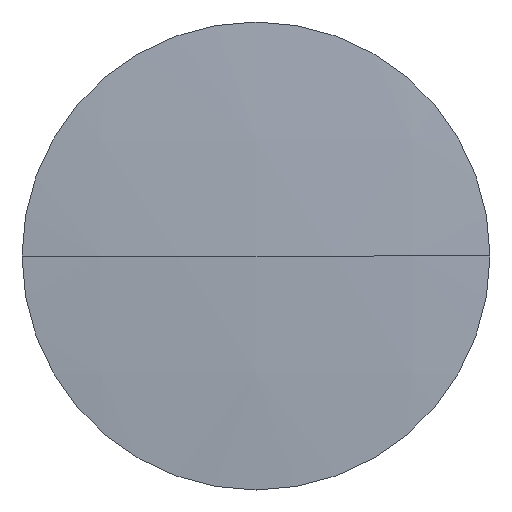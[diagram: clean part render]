
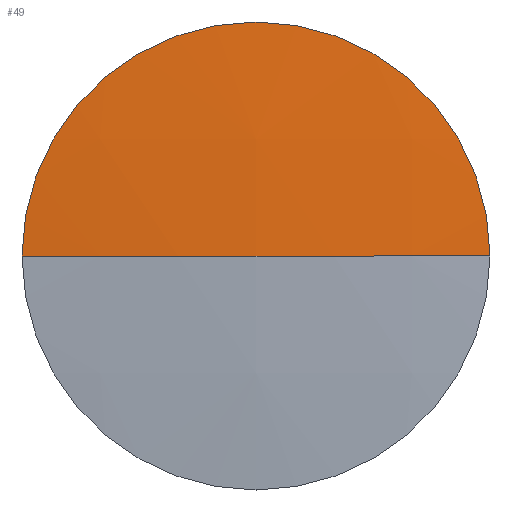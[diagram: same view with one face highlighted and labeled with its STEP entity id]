
A CAD part, left-side view. The second image highlights one B-rep face of the part: STEP entity #49.
In plain terms, the highlighted spherical face has radius 300 mm.
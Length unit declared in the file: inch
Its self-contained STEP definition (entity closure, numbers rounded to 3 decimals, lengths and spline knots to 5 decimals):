
#19 = ORIENTED_EDGE ( 'NONE', *, *, #65, .F. ) ;
#22 = ORIENTED_EDGE ( 'NONE', *, *, #30, .F. ) ;
#23 = ORIENTED_EDGE ( 'NONE', *, *, #28, .T. ) ;
#24 = VERTEX_POINT ( 'NONE', #170 ) ;
#25 = ORIENTED_EDGE ( 'NONE', *, *, #26, .F. ) ;
#26 = EDGE_CURVE ( 'NONE', #37, #24, #169, .T. ) ;
#28 = EDGE_CURVE ( 'NONE', #29, #24, #164, .T. ) ;
#29 = VERTEX_POINT ( 'NONE', #159 ) ;
#30 = EDGE_CURVE ( 'NONE', #29, #36, #158, .T. ) ;
#36 = VERTEX_POINT ( 'NONE', #153 ) ;
#37 = VERTEX_POINT ( 'NONE', #152 ) ;
#49 = ADVANCED_FACE ( 'NONE', ( #193 ), #232, .T. ) ;
#50 = EDGE_LOOP ( 'NONE', ( #22, #23, #25, #19 ) ) ;
#65 = EDGE_CURVE ( 'NONE', #36, #37, #235, .T. ) ;
#152 = CARTESIAN_POINT ( 'NONE',  ( -3.48336, 1.35893, 1.87225 ) ) ;
#153 = CARTESIAN_POINT ( 'NONE',  ( -3.48336, 2.35893, 0.87225 ) ) ;
#154 = DIRECTION ( 'NONE',  ( -1., 0., 0. ) ) ;
#155 = DIRECTION ( 'NONE',  ( 0., 0., -1. ) ) ;
#156 = CARTESIAN_POINT ( 'NONE',  ( 8.28526, 1.35893, 0.87225 ) ) ;
#157 = AXIS2_PLACEMENT_3D ( 'NONE', #156, #155, #154 ) ;
#158 = CIRCLE ( 'NONE', #157, 11.81102 ) ;
#159 = CARTESIAN_POINT ( 'NONE',  ( -3.52577, 1.35893, 0.87225 ) ) ;
#160 = DIRECTION ( 'NONE',  ( 0., -1., 0. ) ) ;
#161 = DIRECTION ( 'NONE',  ( 0., 0., 1. ) ) ;
#162 = CARTESIAN_POINT ( 'NONE',  ( 8.28526, 1.35893, 0.87225 ) ) ;
#163 = AXIS2_PLACEMENT_3D ( 'NONE', #162, #161, #160 ) ;
#164 = CIRCLE ( 'NONE', #163, 11.81102 ) ;
#165 = DIRECTION ( 'NONE',  ( 0., 0., -1. ) ) ;
#166 = DIRECTION ( 'NONE',  ( 1., 0., 0. ) ) ;
#167 = CARTESIAN_POINT ( 'NONE',  ( -3.48336, 1.35893, 0.87225 ) ) ;
#168 = AXIS2_PLACEMENT_3D ( 'NONE', #167, #166, #165 ) ;
#169 = CIRCLE ( 'NONE', #168, 1. ) ;
#170 = CARTESIAN_POINT ( 'NONE',  ( -3.48336, 0.35893, 0.87225 ) ) ;
#193 = FACE_OUTER_BOUND ( 'NONE', #50, .T. ) ;
#229 = DIRECTION ( 'NONE',  ( 0., 1., 0. ) ) ;
#230 = DIRECTION ( 'NONE',  ( 0., 0., 1. ) ) ;
#231 = AXIS2_PLACEMENT_3D ( 'NONE', #233, #230, #229 ) ;
#232 = SPHERICAL_SURFACE ( 'NONE', #231, 11.81102 ) ;
#233 = CARTESIAN_POINT ( 'NONE',  ( 8.28526, 1.35893, 0.87225 ) ) ;
#235 = CIRCLE ( 'NONE', #286, 1. ) ;
#283 = DIRECTION ( 'NONE',  ( 0., 0., -1. ) ) ;
#284 = DIRECTION ( 'NONE',  ( 1., 0., 0. ) ) ;
#285 = CARTESIAN_POINT ( 'NONE',  ( -3.48336, 1.35893, 0.87225 ) ) ;
#286 = AXIS2_PLACEMENT_3D ( 'NONE', #285, #284, #283 ) ;
